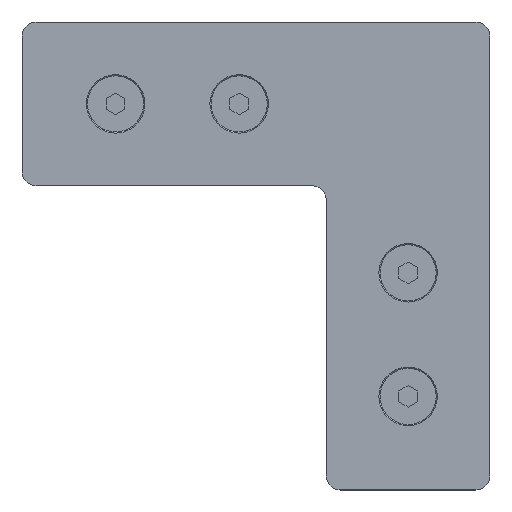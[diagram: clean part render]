
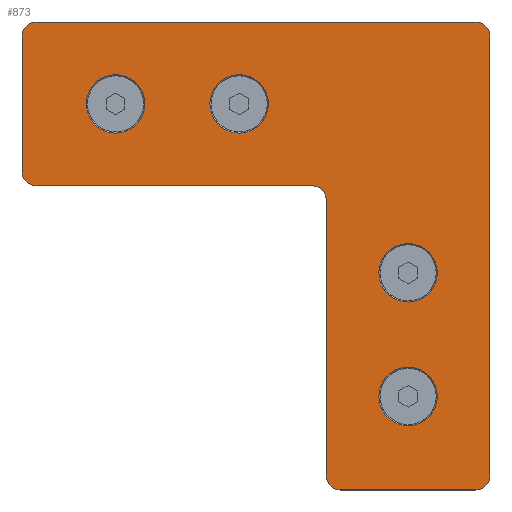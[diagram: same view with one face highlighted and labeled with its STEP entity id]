
A CAD part, top view. The second image highlights one B-rep face of the part: STEP entity #873.
In plain terms, the highlighted planar face has unit normal (0, 0, 1).
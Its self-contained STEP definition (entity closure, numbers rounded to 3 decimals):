
#56=FACE_BOUND('',#187,.T.);
#57=FACE_BOUND('',#188,.T.);
#58=FACE_BOUND('',#189,.T.);
#59=FACE_BOUND('',#190,.T.);
#82=PLANE('',#1033);
#133=FACE_OUTER_BOUND('',#186,.T.);
#186=EDGE_LOOP('',(#732,#733,#734,#735,#736,#737,#738,#739,#740,#741,#742,
#743));
#187=EDGE_LOOP('',(#744));
#188=EDGE_LOOP('',(#745));
#189=EDGE_LOOP('',(#746));
#190=EDGE_LOOP('',(#747));
#261=LINE('',#1505,#337);
#262=LINE('',#1509,#338);
#263=LINE('',#1513,#339);
#264=LINE('',#1517,#340);
#265=LINE('',#1521,#341);
#266=LINE('',#1524,#342);
#337=VECTOR('',#1233,10.);
#338=VECTOR('',#1236,10.);
#339=VECTOR('',#1239,10.);
#340=VECTOR('',#1242,10.);
#341=VECTOR('',#1245,10.);
#342=VECTOR('',#1248,10.);
#385=CIRCLE('',#1031,3.);
#387=CIRCLE('',#1034,3.);
#388=CIRCLE('',#1035,3.);
#389=CIRCLE('',#1036,3.);
#390=CIRCLE('',#1037,3.);
#391=CIRCLE('',#1038,3.);
#392=CIRCLE('',#1039,6.25);
#393=CIRCLE('',#1040,6.25);
#394=CIRCLE('',#1041,6.25);
#395=CIRCLE('',#1042,6.25);
#450=VERTEX_POINT('',#1495);
#451=VERTEX_POINT('',#1496);
#454=VERTEX_POINT('',#1504);
#455=VERTEX_POINT('',#1506);
#456=VERTEX_POINT('',#1508);
#457=VERTEX_POINT('',#1510);
#458=VERTEX_POINT('',#1512);
#459=VERTEX_POINT('',#1514);
#460=VERTEX_POINT('',#1516);
#461=VERTEX_POINT('',#1518);
#462=VERTEX_POINT('',#1520);
#463=VERTEX_POINT('',#1522);
#464=VERTEX_POINT('',#1525);
#465=VERTEX_POINT('',#1527);
#466=VERTEX_POINT('',#1529);
#467=VERTEX_POINT('',#1531);
#548=EDGE_CURVE('',#450,#451,#385,.T.);
#552=EDGE_CURVE('',#454,#450,#261,.T.);
#553=EDGE_CURVE('',#455,#454,#387,.T.);
#554=EDGE_CURVE('',#456,#455,#262,.T.);
#555=EDGE_CURVE('',#457,#456,#388,.T.);
#556=EDGE_CURVE('',#458,#457,#263,.T.);
#557=EDGE_CURVE('',#459,#458,#389,.T.);
#558=EDGE_CURVE('',#459,#460,#264,.T.);
#559=EDGE_CURVE('',#461,#460,#390,.T.);
#560=EDGE_CURVE('',#461,#462,#265,.T.);
#561=EDGE_CURVE('',#463,#462,#391,.T.);
#562=EDGE_CURVE('',#451,#463,#266,.T.);
#563=EDGE_CURVE('',#464,#464,#392,.T.);
#564=EDGE_CURVE('',#465,#465,#393,.T.);
#565=EDGE_CURVE('',#466,#466,#394,.T.);
#566=EDGE_CURVE('',#467,#467,#395,.T.);
#732=ORIENTED_EDGE('',*,*,#548,.F.);
#733=ORIENTED_EDGE('',*,*,#552,.F.);
#734=ORIENTED_EDGE('',*,*,#553,.F.);
#735=ORIENTED_EDGE('',*,*,#554,.F.);
#736=ORIENTED_EDGE('',*,*,#555,.F.);
#737=ORIENTED_EDGE('',*,*,#556,.F.);
#738=ORIENTED_EDGE('',*,*,#557,.F.);
#739=ORIENTED_EDGE('',*,*,#558,.T.);
#740=ORIENTED_EDGE('',*,*,#559,.F.);
#741=ORIENTED_EDGE('',*,*,#560,.T.);
#742=ORIENTED_EDGE('',*,*,#561,.F.);
#743=ORIENTED_EDGE('',*,*,#562,.F.);
#744=ORIENTED_EDGE('',*,*,#563,.T.);
#745=ORIENTED_EDGE('',*,*,#564,.T.);
#746=ORIENTED_EDGE('',*,*,#565,.T.);
#747=ORIENTED_EDGE('',*,*,#566,.T.);
#873=ADVANCED_FACE('',(#133,#56,#57,#58,#59),#82,.T.);
#1031=AXIS2_PLACEMENT_3D('',#1497,#1225,#1226);
#1033=AXIS2_PLACEMENT_3D('',#1503,#1231,#1232);
#1034=AXIS2_PLACEMENT_3D('',#1507,#1234,#1235);
#1035=AXIS2_PLACEMENT_3D('',#1511,#1237,#1238);
#1036=AXIS2_PLACEMENT_3D('',#1515,#1240,#1241);
#1037=AXIS2_PLACEMENT_3D('',#1519,#1243,#1244);
#1038=AXIS2_PLACEMENT_3D('',#1523,#1246,#1247);
#1039=AXIS2_PLACEMENT_3D('',#1526,#1249,#1250);
#1040=AXIS2_PLACEMENT_3D('',#1528,#1251,#1252);
#1041=AXIS2_PLACEMENT_3D('',#1530,#1253,#1254);
#1042=AXIS2_PLACEMENT_3D('',#1532,#1255,#1256);
#1225=DIRECTION('center_axis',(0.,0.,-1.));
#1226=DIRECTION('ref_axis',(0.707,-0.707,0.));
#1231=DIRECTION('center_axis',(0.,0.,1.));
#1232=DIRECTION('ref_axis',(1.,0.,0.));
#1233=DIRECTION('',(0.,-1.,0.));
#1234=DIRECTION('center_axis',(0.,0.,-1.));
#1235=DIRECTION('ref_axis',(0.707,0.707,0.));
#1236=DIRECTION('',(1.,0.,0.));
#1237=DIRECTION('center_axis',(0.,0.,-1.));
#1238=DIRECTION('ref_axis',(-0.707,0.707,0.));
#1239=DIRECTION('',(0.,1.,0.));
#1240=DIRECTION('center_axis',(0.,0.,-1.));
#1241=DIRECTION('ref_axis',(-0.707,-0.707,0.));
#1242=DIRECTION('',(1.,0.,0.));
#1243=DIRECTION('center_axis',(0.,0.,1.));
#1244=DIRECTION('ref_axis',(0.707,0.707,0.));
#1245=DIRECTION('',(0.,-1.,0.));
#1246=DIRECTION('center_axis',(0.,0.,-1.));
#1247=DIRECTION('ref_axis',(-0.707,-0.707,0.));
#1248=DIRECTION('',(-1.,0.,0.));
#1249=DIRECTION('center_axis',(0.,0.,-1.));
#1250=DIRECTION('ref_axis',(1.,0.,0.));
#1251=DIRECTION('center_axis',(0.,0.,-1.));
#1252=DIRECTION('ref_axis',(1.,0.,0.));
#1253=DIRECTION('center_axis',(0.,0.,-1.));
#1254=DIRECTION('ref_axis',(1.,0.,0.));
#1255=DIRECTION('center_axis',(0.,0.,-1.));
#1256=DIRECTION('ref_axis',(1.,0.,0.));
#1495=CARTESIAN_POINT('',(0.,-97.,4.));
#1496=CARTESIAN_POINT('',(-3.,-100.,4.));
#1497=CARTESIAN_POINT('Origin',(-3.,-97.,4.));
#1503=CARTESIAN_POINT('Origin',(-50.,-50.,4.));
#1504=CARTESIAN_POINT('',(0.,-3.,4.));
#1505=CARTESIAN_POINT('',(0.,-100.,4.));
#1506=CARTESIAN_POINT('',(-3.,0.,4.));
#1507=CARTESIAN_POINT('Origin',(-3.,-3.,4.));
#1508=CARTESIAN_POINT('',(-97.,0.,4.));
#1509=CARTESIAN_POINT('',(0.,0.,4.));
#1510=CARTESIAN_POINT('',(-100.,-3.,4.));
#1511=CARTESIAN_POINT('Origin',(-97.,-3.,4.));
#1512=CARTESIAN_POINT('',(-100.,-32.,4.));
#1513=CARTESIAN_POINT('',(-100.,0.,4.));
#1514=CARTESIAN_POINT('',(-97.,-35.,4.));
#1515=CARTESIAN_POINT('Origin',(-97.,-32.,4.));
#1516=CARTESIAN_POINT('',(-38.,-35.,4.));
#1517=CARTESIAN_POINT('',(-75.,-35.,4.));
#1518=CARTESIAN_POINT('',(-35.,-38.,4.));
#1519=CARTESIAN_POINT('Origin',(-38.,-38.,4.));
#1520=CARTESIAN_POINT('',(-35.,-97.,4.));
#1521=CARTESIAN_POINT('',(-35.,-42.5,4.));
#1522=CARTESIAN_POINT('',(-32.,-100.,4.));
#1523=CARTESIAN_POINT('Origin',(-32.,-97.,4.));
#1524=CARTESIAN_POINT('',(-100.,-100.,4.));
#1525=CARTESIAN_POINT('',(-23.75,-53.6,4.));
#1526=CARTESIAN_POINT('Origin',(-17.5,-53.6,4.));
#1527=CARTESIAN_POINT('',(-59.85,-17.5,4.));
#1528=CARTESIAN_POINT('Origin',(-53.6,-17.5,4.));
#1529=CARTESIAN_POINT('',(-23.75,-80.,4.));
#1530=CARTESIAN_POINT('Origin',(-17.5,-80.,4.));
#1531=CARTESIAN_POINT('',(-86.25,-17.5,4.));
#1532=CARTESIAN_POINT('Origin',(-80.,-17.5,4.));
